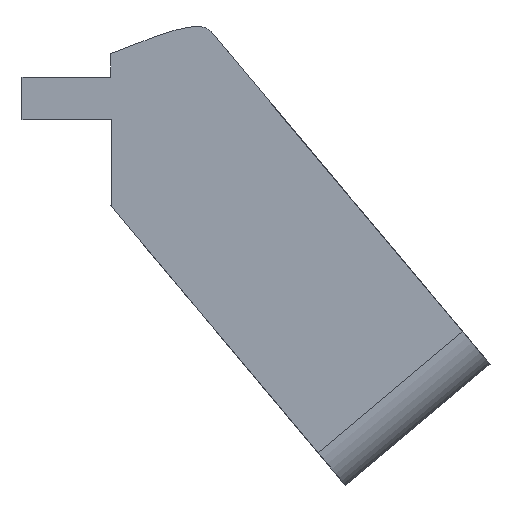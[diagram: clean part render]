
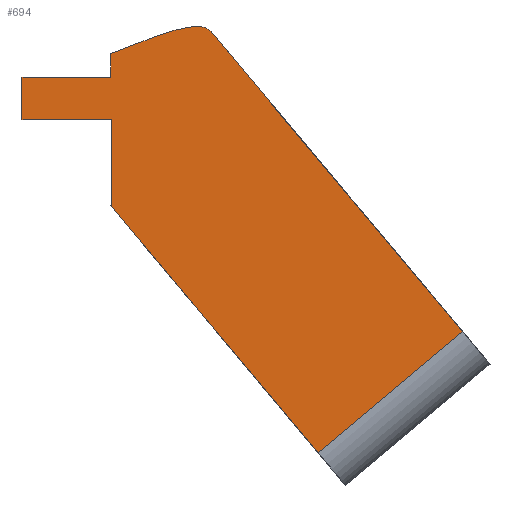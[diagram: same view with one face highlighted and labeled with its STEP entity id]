
A CAD part, left-side view. The second image highlights one B-rep face of the part: STEP entity #694.
In plain terms, the highlighted planar face has unit normal (-1, 0, 0).
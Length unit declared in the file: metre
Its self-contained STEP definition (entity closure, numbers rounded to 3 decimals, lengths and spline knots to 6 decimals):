
#50=B_SPLINE_CURVE_WITH_KNOTS('',3,(#1032,#1033,#1034,#1035),
 .UNSPECIFIED.,.F.,.F.,(4,4),(0.,1.),.PIECEWISE_BEZIER_KNOTS.);
#63=ORIENTED_EDGE('',*,*,#251,.F.);
#64=ORIENTED_EDGE('',*,*,#252,.T.);
#65=ORIENTED_EDGE('',*,*,#253,.F.);
#66=ORIENTED_EDGE('',*,*,#254,.F.);
#67=ORIENTED_EDGE('',*,*,#255,.T.);
#68=ORIENTED_EDGE('',*,*,#256,.F.);
#69=ORIENTED_EDGE('',*,*,#257,.F.);
#70=ORIENTED_EDGE('',*,*,#258,.F.);
#71=ORIENTED_EDGE('',*,*,#259,.T.);
#72=ORIENTED_EDGE('',*,*,#260,.F.);
#73=ORIENTED_EDGE('',*,*,#261,.T.);
#74=ORIENTED_EDGE('',*,*,#262,.T.);
#251=EDGE_CURVE('',#345,#346,#412,.T.);
#252=EDGE_CURVE('',#345,#347,#413,.T.);
#253=EDGE_CURVE('',#348,#347,#414,.T.);
#254=EDGE_CURVE('',#349,#348,#415,.T.);
#255=EDGE_CURVE('',#349,#350,#50,.T.);
#256=EDGE_CURVE('',#351,#350,#416,.T.);
#257=EDGE_CURVE('',#352,#351,#417,.T.);
#258=EDGE_CURVE('',#353,#352,#418,.F.);
#259=EDGE_CURVE('',#353,#354,#419,.T.);
#260=EDGE_CURVE('',#355,#354,#420,.T.);
#261=EDGE_CURVE('',#355,#356,#421,.T.);
#262=EDGE_CURVE('',#356,#346,#422,.T.);
#345=VERTEX_POINT('',#1024);
#346=VERTEX_POINT('',#1025);
#347=VERTEX_POINT('',#1027);
#348=VERTEX_POINT('',#1029);
#349=VERTEX_POINT('',#1031);
#350=VERTEX_POINT('',#1036);
#351=VERTEX_POINT('',#1038);
#352=VERTEX_POINT('',#1040);
#353=VERTEX_POINT('',#1042);
#354=VERTEX_POINT('',#1044);
#355=VERTEX_POINT('',#1046);
#356=VERTEX_POINT('',#1048);
#412=LINE('',#1023,#480);
#413=LINE('',#1026,#481);
#414=LINE('',#1028,#482);
#415=LINE('',#1030,#483);
#416=LINE('',#1037,#484);
#417=LINE('',#1039,#485);
#418=LINE('',#1041,#486);
#419=LINE('',#1043,#487);
#420=LINE('',#1045,#488);
#421=LINE('',#1047,#489);
#422=LINE('',#1049,#490);
#480=VECTOR('',#820,1.);
#481=VECTOR('',#821,1.);
#482=VECTOR('',#822,1.);
#483=VECTOR('',#823,1.);
#484=VECTOR('',#824,1.);
#485=VECTOR('',#825,1.);
#486=VECTOR('',#826,1.);
#487=VECTOR('',#827,1.);
#488=VECTOR('',#828,1.);
#489=VECTOR('',#829,1.);
#490=VECTOR('',#830,1.);
#538=EDGE_LOOP('',(#63,#64,#65,#66,#67,#68,#69,#70,#71,#72,#73,#74));
#604=FACE_BOUND('',#538,.T.);
#670=PLANE('',#744);
#694=ADVANCED_FACE('',(#604),#670,.F.);
#744=AXIS2_PLACEMENT_3D('',#1022,#818,#819);
#818=DIRECTION('',(1.,0.,0.));
#819=DIRECTION('',(0.,1.,0.));
#820=DIRECTION('',(0.,-1.,0.));
#821=DIRECTION('',(0.,-0.643,-0.766));
#822=DIRECTION('',(0.,0.766,-0.643));
#823=DIRECTION('',(0.,-0.643,-0.766));
#824=DIRECTION('',(0.,0.,1.));
#825=DIRECTION('',(0.,-1.,0.));
#826=DIRECTION('',(0.,0.,-1.));
#827=DIRECTION('',(0.,-1.,0.));
#828=DIRECTION('',(0.,0.,-1.));
#829=DIRECTION('',(0.,-1.,0.));
#830=DIRECTION('',(0.,0.,-1.));
#1022=CARTESIAN_POINT('',(-0.09462,-0.033575,0.003547));
#1023=CARTESIAN_POINT('',(-0.09462,-0.033575,0.));
#1024=CARTESIAN_POINT('',(-0.09462,0.,0.));
#1025=CARTESIAN_POINT('',(-0.09462,-0.0001,0.));
#1026=CARTESIAN_POINT('',(-0.09462,-0.012126,-0.014451));
#1027=CARTESIAN_POINT('',(-0.09462,-0.030783,-0.036686));
#1028=CARTESIAN_POINT('',(-0.09462,-0.052232,-0.018688));
#1029=CARTESIAN_POINT('',(-0.09462,-0.052232,-0.018688));
#1030=CARTESIAN_POINT('',(-0.09462,-0.033575,0.003547));
#1031=CARTESIAN_POINT('',(-0.09462,-0.014919,0.025781));
#1032=CARTESIAN_POINT('',(-0.09462,-0.014919,0.025781));
#1033=CARTESIAN_POINT('',(-0.09462,-0.011814,0.029481));
#1034=CARTESIAN_POINT('',(-0.09462,0.003774,0.01905));
#1035=CARTESIAN_POINT('',(-0.09462,0.01316,0.01905));
#1036=CARTESIAN_POINT('',(-0.09462,0.,0.02253));
#1037=CARTESIAN_POINT('',(-0.09462,0.,0.003547));
#1038=CARTESIAN_POINT('',(-0.09462,0.,0.01905));
#1039=CARTESIAN_POINT('',(-0.09462,-0.033575,0.01905));
#1040=CARTESIAN_POINT('',(-0.09462,0.01316,0.01905));
#1041=CARTESIAN_POINT('',(-0.09462,0.01316,0.015875));
#1042=CARTESIAN_POINT('',(-0.09462,0.01316,0.0127));
#1043=CARTESIAN_POINT('',(-0.09462,-0.033575,0.0127));
#1044=CARTESIAN_POINT('',(-0.09462,0.,0.0127));
#1045=CARTESIAN_POINT('',(-0.09462,0.,0.003547));
#1046=CARTESIAN_POINT('',(-0.09462,0.,0.0128));
#1047=CARTESIAN_POINT('',(-0.09462,-0.033575,0.0128));
#1048=CARTESIAN_POINT('',(-0.09462,-0.0001,0.0128));
#1049=CARTESIAN_POINT('',(-0.09462,-0.0001,0.003547));
